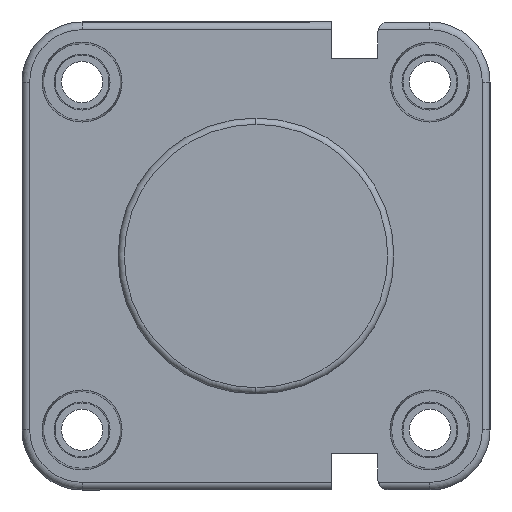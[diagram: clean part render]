
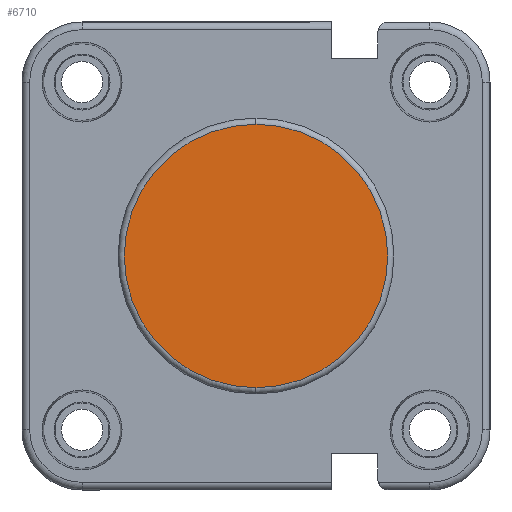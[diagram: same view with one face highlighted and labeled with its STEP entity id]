
A CAD part, left-side view. The second image highlights one B-rep face of the part: STEP entity #6710.
In plain terms, the highlighted planar face has unit normal (-1, 0, 0).
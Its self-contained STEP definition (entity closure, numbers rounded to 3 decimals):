
#828 = VERTEX_POINT ( 'NONE', #18528 ) ;
#1126 = CARTESIAN_POINT ( 'NONE',  ( 0., 0., 0. ) ) ;
#2510 = CARTESIAN_POINT ( 'NONE',  ( 0., 0., 0. ) ) ;
#2572 = DIRECTION ( 'NONE',  ( 0., 0., 1. ) ) ;
#3392 = CARTESIAN_POINT ( 'NONE',  ( 0., 0., -21.4 ) ) ;
#3997 = AXIS2_PLACEMENT_3D ( 'NONE', #7392, #12024, #10540 ) ;
#4444 = VERTEX_POINT ( 'NONE', #3392 ) ;
#5403 = FACE_OUTER_BOUND ( 'NONE', #10560, .T. ) ;
#5990 = DIRECTION ( 'NONE',  ( 0., 0., 1. ) ) ;
#6710 = ADVANCED_FACE ( 'NONE', ( #5403 ), #19461, .T. ) ;
#7392 = CARTESIAN_POINT ( 'NONE',  ( 0., 0., 0. ) ) ;
#8841 = AXIS2_PLACEMENT_3D ( 'NONE', #2510, #11553, #2572 ) ;
#10540 = DIRECTION ( 'NONE',  ( 0., 0., 1. ) ) ;
#10560 = EDGE_LOOP ( 'NONE', ( #18312, #13216 ) ) ;
#11553 = DIRECTION ( 'NONE',  ( -1., 0., 0. ) ) ;
#12024 = DIRECTION ( 'NONE',  ( -1., 0., 0. ) ) ;
#12373 = EDGE_CURVE ( 'NONE', #4444, #828, #13492, .T. ) ;
#12427 = EDGE_CURVE ( 'NONE', #828, #4444, #13967, .T. ) ;
#13216 = ORIENTED_EDGE ( 'NONE', *, *, #12373, .T. ) ;
#13492 = CIRCLE ( 'NONE', #8841, 21.4 ) ;
#13967 = CIRCLE ( 'NONE', #3997, 21.4 ) ;
#16659 = DIRECTION ( 'NONE',  ( -1., 0., 0. ) ) ;
#18312 = ORIENTED_EDGE ( 'NONE', *, *, #12427, .T. ) ;
#18528 = CARTESIAN_POINT ( 'NONE',  ( 0., 0., 21.4 ) ) ;
#19461 = PLANE ( 'NONE',  #19660 ) ;
#19660 = AXIS2_PLACEMENT_3D ( 'NONE', #1126, #16659, #5990 ) ;
